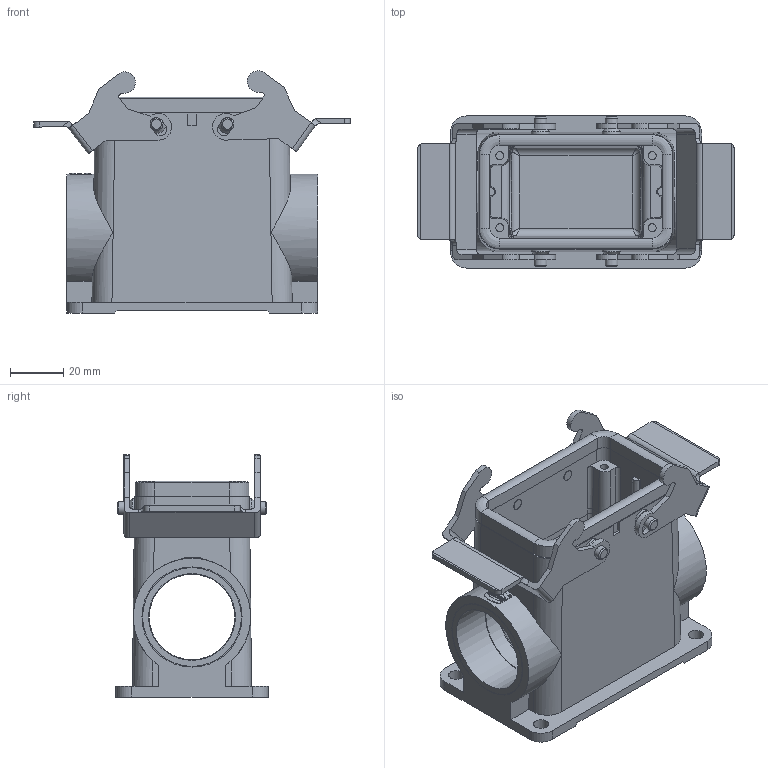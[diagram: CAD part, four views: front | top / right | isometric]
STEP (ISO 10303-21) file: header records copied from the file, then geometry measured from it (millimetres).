
FILE_DESCRIPTION((''),'2;1');
FILE_NAME('04300100268.stp','2020-07-07T14:54:55',('e.eickhoff'),(''),'Autodesk Inventor 2012','Autodesk Inventor 2012','');
FILE_SCHEMA(('AUTOMOTIVE_DESIGN { 1 0 10303 214 1 1 1 1 }'));
Length unit declared in the file: millimetre
Products named in the file (4): 04300100268; M32-PG29 Adapter; Metallbügel Quer
Assembly tree (5 placements, depth 2):
  04300100268
    04300100268
    M32-PG29 Adapter  x2
    Metallbügel Quer  x2
Bounding box: 118.57 x 57 x 90.69 mm (x, y, z)
Volume: 125080 mm3; surface area: 65090.5 mm2
Topology: 5 solids, 5 shells, 415 faces, 1081 edges, 703 vertices
Faces by surface type: plane 232, cylinder 151, cone 22, bspline 6, torus 4
Full cylindrical faces by diameter (mm): 3 x4, 4 x4, 4.8 x4, 5.6 x4, 7 x4, 32 x2, 32.5 x2, 37 x2, 37.5 x2
Entity records: 11995 total; most frequent: CARTESIAN_POINT 2917, DIRECTION 1880, ORIENTED_EDGE 1754, EDGE_CURVE 877, AXIS2_PLACEMENT_3D 693, VERTEX_POINT 590, VECTOR 494, LINE 494
